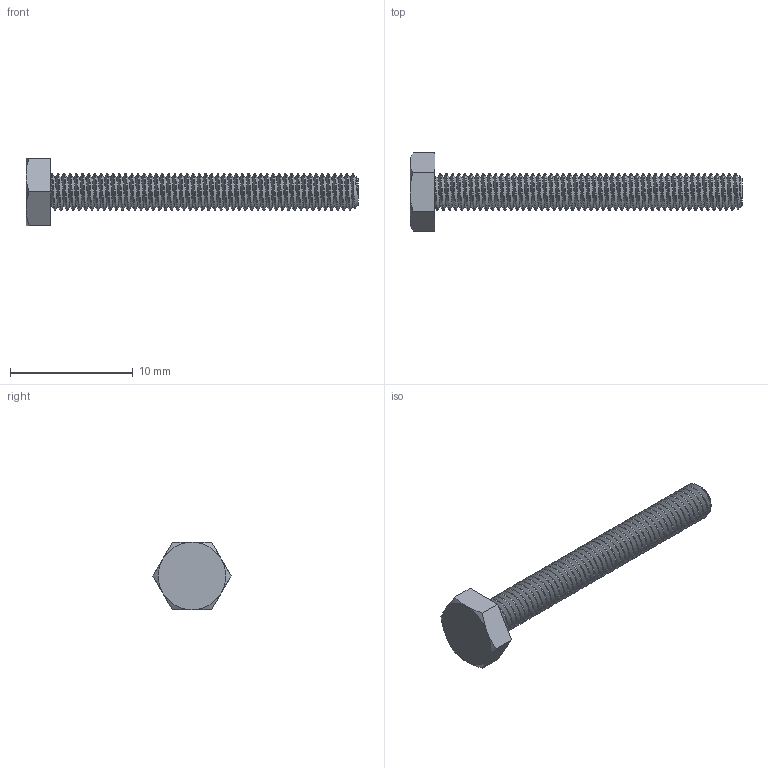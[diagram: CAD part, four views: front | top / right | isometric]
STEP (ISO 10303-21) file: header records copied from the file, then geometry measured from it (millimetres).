
FILE_DESCRIPTION (( 'STEP AP214' ), '1' );
FILE_NAME ('REV-41-1715.STEP', '2019-08-16T19:51:34', ( '' ), ( '' ), 'SwSTEP 2.0', 'SolidWorks 2018', '' );
FILE_SCHEMA (( 'AUTOMOTIVE_DESIGN' ));
Length unit declared in the file: millimetre
Products named in the file (1): REV-41-1715
Bounding box: 27 x 6.35 x 5.5 mm (x, y, z)
Volume: 194.1 mm3; surface area: 455 mm2
Topology: 1 solids, 1 shells, 120 faces, 344 edges, 227 vertices
Faces by surface type: cylinder 100, plane 9, cone 8, bspline 3
Entity records: 9818 total; most frequent: CARTESIAN_POINT 7289, ORIENTED_EDGE 688, DIRECTION 369, EDGE_CURVE 344, VERTEX_POINT 227, AXIS2_PLACEMENT_3D 128, EDGE_LOOP 121, ADVANCED_FACE 120
